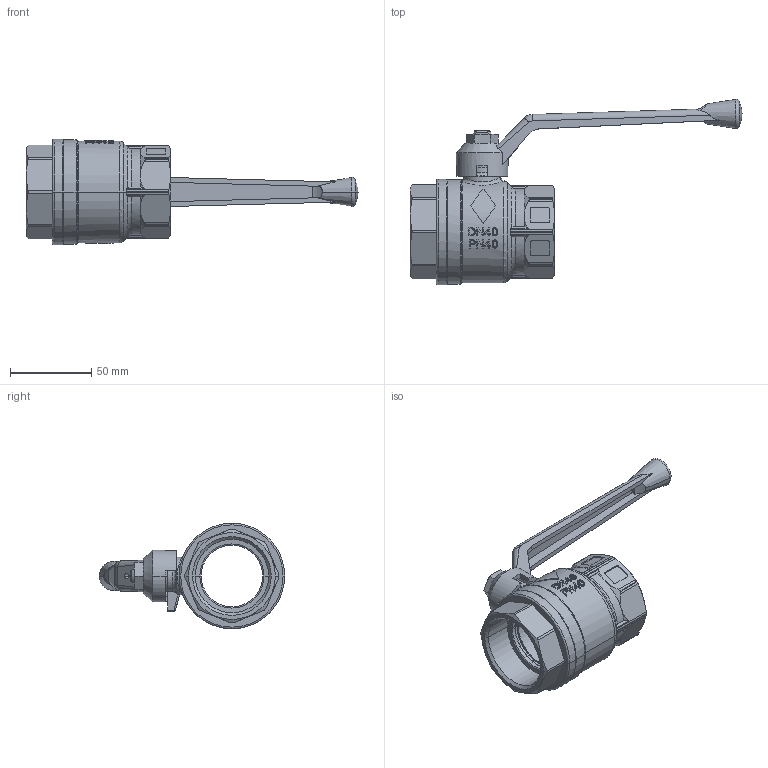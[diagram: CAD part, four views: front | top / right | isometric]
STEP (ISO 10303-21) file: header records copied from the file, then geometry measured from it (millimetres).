
FILE_DESCRIPTION(('Creo Elements/Direct Modeling STEP Export'),'2;1');
FILE_NAME('1500080000.stp','2021-04-30T13:54:51',(''),(''),'Creo Elements/Direct Modeling STEP processor for AP214 (Solid Model)','Creo Elements/Direct Modeling 20.1D 10-Oct-2020 (C) Parametric Technology GmbH','');
FILE_SCHEMA(('AUTOMOTIVE_DESIGN { 1 0 10303 214 1 1 1 1 }'));
Length unit declared in the file: millimetre
Products named in the file (2): 1500080000
Assembly tree (1 placements, depth 2):
  1500080000
    1500080000
Bounding box: 204.5 x 114.15 x 65 mm (x, y, z)
Volume: 155976 mm3; surface area: 46909.9 mm2
Topology: 1 solids, 1 shells, 617 faces, 1659 edges, 1072 vertices
Faces by surface type: plane 376, cylinder 126, cone 71, torus 31, bspline 11, sphere 2
Entity records: 25504 total; most frequent: CARTESIAN_POINT 9163, ORIENTED_EDGE 3306, DIRECTION 3074, EDGE_CURVE 1653, AXIS2_PLACEMENT_3D 1201, VERTEX_POINT 1072, VECTOR 672, LINE 672
